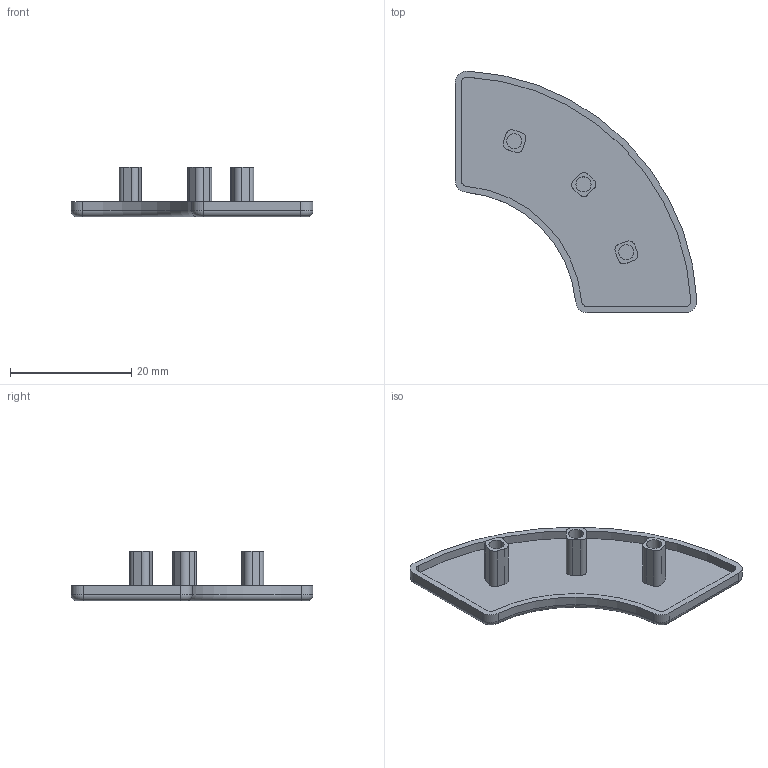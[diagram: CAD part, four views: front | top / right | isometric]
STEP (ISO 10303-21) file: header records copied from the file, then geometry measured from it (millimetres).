
FILE_DESCRIPTION (( 'STEP AP214' ), '1' );
FILE_NAME ('BASE05E1299-Embout 5 R20_40-90°.step', '2023-03-24T09:35:52', ( 'Altae' ), ( '' ), 'SwSTEP 2.0', 'SolidWorks 2021', '' );
FILE_SCHEMA (( 'AUTOMOTIVE_DESIGN' ));
Length unit declared in the file: millimetre
Products named in the file (1): BASE05E1299-Embout 5 R20_40-90°
Bounding box: 39.95 x 39.94 x 8.2 mm (x, y, z)
Volume: 1226.9 mm3; surface area: 2761.5 mm2
Topology: 1 solids, 1 shells, 68 faces, 168 edges, 109 vertices
Faces by surface type: cylinder 36, plane 25, torus 7
Entity records: 2190 total; most frequent: CARTESIAN_POINT 470, DIRECTION 382, ORIENTED_EDGE 336, EDGE_CURVE 168, AXIS2_PLACEMENT_3D 149, VERTEX_POINT 109, VECTOR 84, LINE 84
